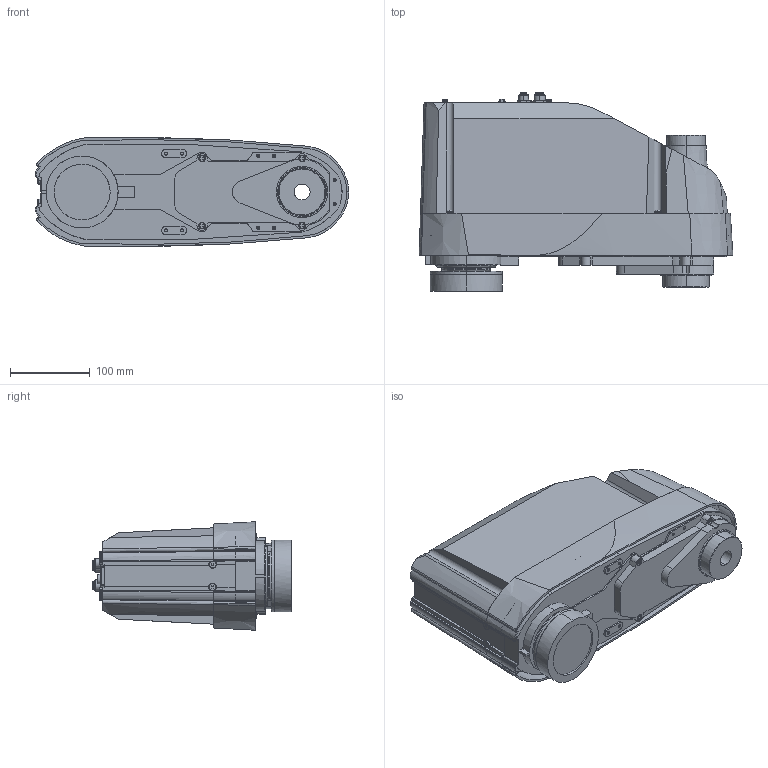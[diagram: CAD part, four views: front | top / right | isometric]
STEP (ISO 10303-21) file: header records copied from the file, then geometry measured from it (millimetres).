
FILE_DESCRIPTION (( 'STEP AP203' ), '1' );
FILE_NAME ('_T6_602S_ARM2_1_2_Default_sldprt.STEP', '2021-05-15T08:07:09', ( '' ), ( '' ), 'SwSTEP 2.0', 'SolidWorks 2019', '' );
FILE_SCHEMA (( 'CONFIG_CONTROL_DESIGN' ));
Length unit declared in the file: foot
Products named in the file (1): _T6_602S_ARM2_1_2_Default_sldprt
Bounding box: 392.24 x 248.4 x 135.5 mm (x, y, z)
Volume: 7535099.7 mm3; surface area: 355798.5 mm2
Topology: 1 solids, 1 shells, 653 faces, 1654 edges, 1105 vertices
Faces by surface type: plane 295, cylinder 271, bspline 51, cone 36
Entity records: 31443 total; most frequent: CARTESIAN_POINT 17071, ORIENTED_EDGE 3308, DIRECTION 2254, EDGE_CURVE 1654, VERTEX_POINT 1105, LINE 844, VECTOR 844, EDGE_LOOP 757
